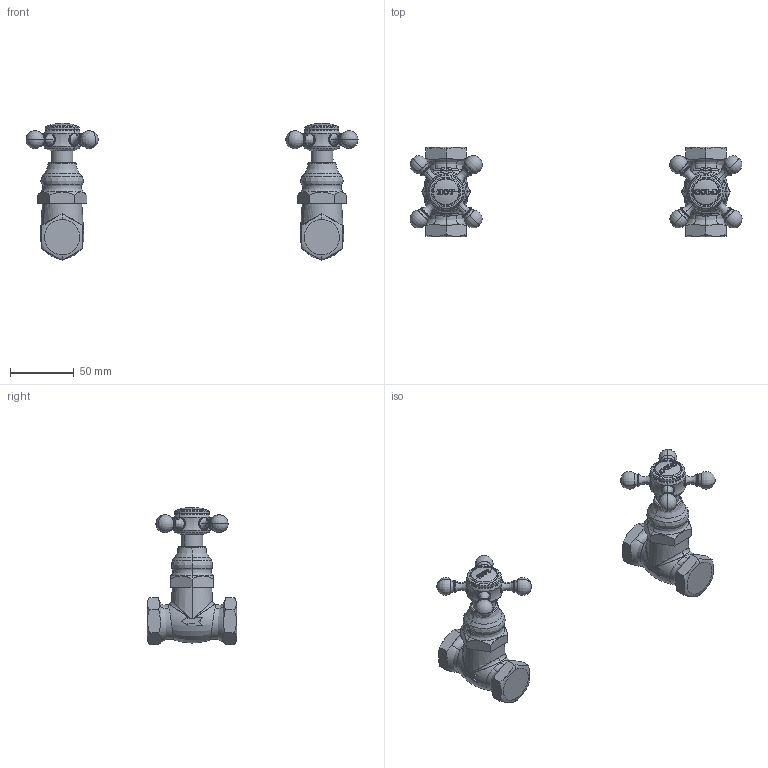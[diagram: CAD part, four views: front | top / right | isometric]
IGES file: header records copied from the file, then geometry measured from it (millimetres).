
Start section:  PTC IGES file: 3-192_web.igs
Global section: file name: 3-192_web.igs; native system: Pro/ENGINEER by Parametric Technology Corporation; preprocessor: 2009300; author: rathishkumar; organization: Unknown; date: 20100701.160928; units: inch
Bounding box: 259.65 x 70 x 107.31 mm (x, y, z)
Surface area: 42887.1 mm2 (no closed solid volume)
Topology: 0 solids, 0 shells, 331 faces, 1608 edges, 1588 vertices
Faces by surface type: revolution 232, bspline 99
